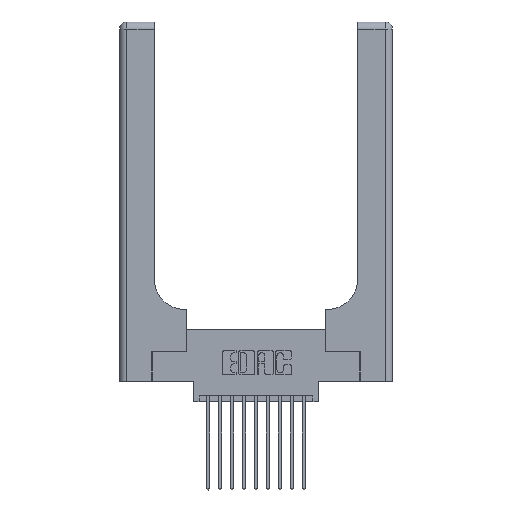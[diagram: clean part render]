
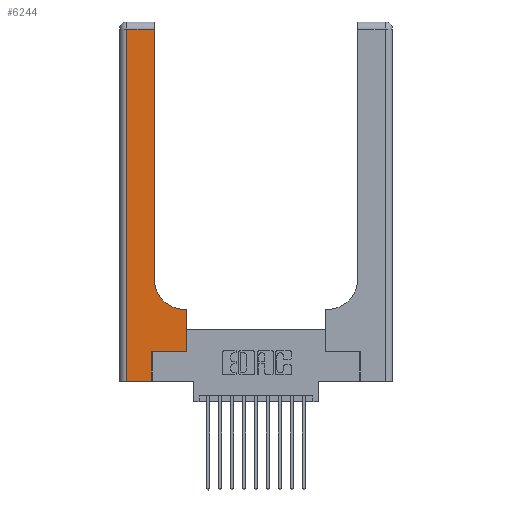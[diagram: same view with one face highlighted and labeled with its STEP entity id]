
A CAD part, top view. The second image highlights one B-rep face of the part: STEP entity #6244.
In plain terms, the highlighted planar face has unit normal (0, 0, 1).
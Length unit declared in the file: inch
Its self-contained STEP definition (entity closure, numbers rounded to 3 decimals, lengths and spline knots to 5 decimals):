
#572 = ORIENTED_EDGE ( 'NONE', *, *, #5610, .T. ) ;
#809 = EDGE_CURVE ( 'NONE', #955, #15253, #6442, .T. ) ;
#825 = VECTOR ( 'NONE', #10734, 39.37008 ) ;
#955 = VERTEX_POINT ( 'NONE', #14922 ) ;
#1438 = DIRECTION ( 'NONE',  ( 1., 0., 0. ) ) ;
#1503 = VERTEX_POINT ( 'NONE', #8194 ) ;
#1607 = VECTOR ( 'NONE', #1438, 39.37008 ) ;
#1640 = ORIENTED_EDGE ( 'NONE', *, *, #7970, .T. ) ;
#1802 = LINE ( 'NONE', #14330, #11570 ) ;
#2215 = EDGE_CURVE ( 'NONE', #1503, #7064, #14161, .T. ) ;
#2493 = AXIS2_PLACEMENT_3D ( 'NONE', #3036, #5647, #10937 ) ;
#2781 = DIRECTION ( 'NONE',  ( -1., 0., 0. ) ) ;
#3036 = CARTESIAN_POINT ( 'NONE',  ( 0.5415, 0.85, 0.37 ) ) ;
#3309 = ORIENTED_EDGE ( 'NONE', *, *, #14172, .T. ) ;
#3524 = VERTEX_POINT ( 'NONE', #15657 ) ;
#3666 = EDGE_LOOP ( 'NONE', ( #12931, #13044, #572, #11924, #3309, #11841, #13158, #3921, #1640 ) ) ;
#3921 = ORIENTED_EDGE ( 'NONE', *, *, #12875, .T. ) ;
#4120 = LINE ( 'NONE', #6205, #10234 ) ;
#4482 = VERTEX_POINT ( 'NONE', #13623 ) ;
#4769 = VECTOR ( 'NONE', #8960, 39.37008 ) ;
#4935 = CARTESIAN_POINT ( 'NONE',  ( 0., 3., 0.37 ) ) ;
#5095 = CARTESIAN_POINT ( 'NONE',  ( 0.269, 0., 0.37 ) ) ;
#5302 = DIRECTION ( 'NONE',  ( 1., 0., 0. ) ) ;
#5610 = EDGE_CURVE ( 'NONE', #4482, #3524, #12017, .T. ) ;
#5647 = DIRECTION ( 'NONE',  ( 0., 0., -1. ) ) ;
#6205 = CARTESIAN_POINT ( 'NONE',  ( 0.269, 0., 0.37 ) ) ;
#6244 = ADVANCED_FACE ( 'NONE', ( #14629 ), #11474, .F. ) ;
#6363 = CARTESIAN_POINT ( 'NONE',  ( 0.5415, 0.6, 0.37 ) ) ;
#6442 = LINE ( 'NONE', #8303, #1607 ) ;
#6845 = EDGE_CURVE ( 'NONE', #3524, #7405, #1802, .T. ) ;
#7064 = VERTEX_POINT ( 'NONE', #14700 ) ;
#7091 = CARTESIAN_POINT ( 'NONE',  ( 0.5585, 0.25, 0.37 ) ) ;
#7362 = LINE ( 'NONE', #14529, #12913 ) ;
#7405 = VERTEX_POINT ( 'NONE', #5095 ) ;
#7532 = CARTESIAN_POINT ( 'NONE',  ( 0.2915, 3., 0.37 ) ) ;
#7639 = CARTESIAN_POINT ( 'NONE',  ( 0.5585, 0.25, 0.37 ) ) ;
#7940 = VERTEX_POINT ( 'NONE', #6363 ) ;
#7970 = EDGE_CURVE ( 'NONE', #7940, #1503, #15419, .T. ) ;
#8194 = CARTESIAN_POINT ( 'NONE',  ( 0.2915, 0.85, 0.37 ) ) ;
#8221 = VECTOR ( 'NONE', #11407, 39.37008 ) ;
#8303 = CARTESIAN_POINT ( 'NONE',  ( 0.269, 0.25, 0.37 ) ) ;
#8416 = LINE ( 'NONE', #8721, #8221 ) ;
#8721 = CARTESIAN_POINT ( 'NONE',  ( 0., 2.94, 0.37 ) ) ;
#8960 = DIRECTION ( 'NONE',  ( 0., 1., 0. ) ) ;
#9622 = LINE ( 'NONE', #7091, #15521 ) ;
#9628 = VERTEX_POINT ( 'NONE', #12377 ) ;
#10234 = VECTOR ( 'NONE', #14085, 39.37008 ) ;
#10734 = DIRECTION ( 'NONE',  ( 0., -1., 0. ) ) ;
#10937 = DIRECTION ( 'NONE',  ( 1., 0., 0. ) ) ;
#11407 = DIRECTION ( 'NONE',  ( -1., 0., 0. ) ) ;
#11474 = PLANE ( 'NONE',  #15223 ) ;
#11515 = EDGE_CURVE ( 'NONE', #7064, #4482, #8416, .T. ) ;
#11570 = VECTOR ( 'NONE', #5302, 39.37008 ) ;
#11841 = ORIENTED_EDGE ( 'NONE', *, *, #809, .T. ) ;
#11924 = ORIENTED_EDGE ( 'NONE', *, *, #6845, .T. ) ;
#12017 = LINE ( 'NONE', #12112, #825 ) ;
#12112 = CARTESIAN_POINT ( 'NONE',  ( 0.06, 3., 0.37 ) ) ;
#12377 = CARTESIAN_POINT ( 'NONE',  ( 0.5585, 0.6, 0.37 ) ) ;
#12741 = DIRECTION ( 'NONE',  ( 0., 0., -1. ) ) ;
#12875 = EDGE_CURVE ( 'NONE', #9628, #7940, #7362, .T. ) ;
#12913 = VECTOR ( 'NONE', #2781, 39.37008 ) ;
#12931 = ORIENTED_EDGE ( 'NONE', *, *, #2215, .T. ) ;
#13044 = ORIENTED_EDGE ( 'NONE', *, *, #11515, .T. ) ;
#13158 = ORIENTED_EDGE ( 'NONE', *, *, #13518, .T. ) ;
#13518 = EDGE_CURVE ( 'NONE', #15253, #9628, #9622, .T. ) ;
#13623 = CARTESIAN_POINT ( 'NONE',  ( 0.06, 2.94, 0.37 ) ) ;
#14085 = DIRECTION ( 'NONE',  ( 0., 1., 0. ) ) ;
#14161 = LINE ( 'NONE', #7532, #4769 ) ;
#14172 = EDGE_CURVE ( 'NONE', #7405, #955, #4120, .T. ) ;
#14330 = CARTESIAN_POINT ( 'NONE',  ( 0., 0., 0.37 ) ) ;
#14529 = CARTESIAN_POINT ( 'NONE',  ( 0.2915, 0.6, 0.37 ) ) ;
#14629 = FACE_OUTER_BOUND ( 'NONE', #3666, .T. ) ;
#14700 = CARTESIAN_POINT ( 'NONE',  ( 0.2915, 2.94, 0.37 ) ) ;
#14922 = CARTESIAN_POINT ( 'NONE',  ( 0.269, 0.25, 0.37 ) ) ;
#15223 = AXIS2_PLACEMENT_3D ( 'NONE', #4935, #12741, #16079 ) ;
#15253 = VERTEX_POINT ( 'NONE', #7639 ) ;
#15419 = CIRCLE ( 'NONE', #2493, 0.25 ) ;
#15521 = VECTOR ( 'NONE', #16280, 39.37008 ) ;
#15657 = CARTESIAN_POINT ( 'NONE',  ( 0.06, 0., 0.37 ) ) ;
#16079 = DIRECTION ( 'NONE',  ( -1., 0., 0. ) ) ;
#16280 = DIRECTION ( 'NONE',  ( 0., 1., 0. ) ) ;
